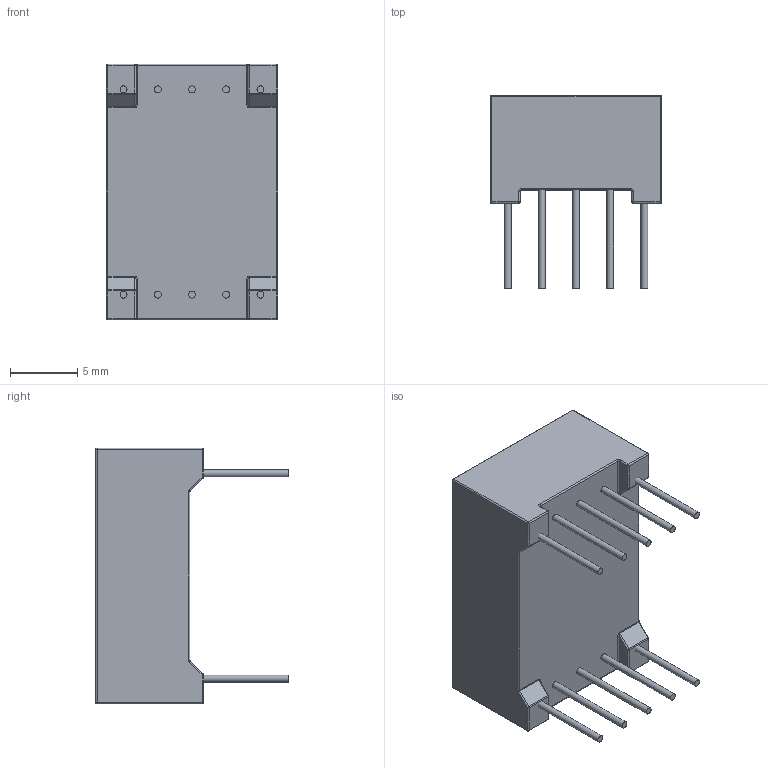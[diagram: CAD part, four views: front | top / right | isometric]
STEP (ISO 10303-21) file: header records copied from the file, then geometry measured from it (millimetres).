
FILE_DESCRIPTION(/* description */ (''),/* implementation_level */ '2;1');
FILE_NAME(/* name */ 'SM820501G 7 Segment Display v11.step',/* time_stamp */ '2018-08-03T13:08:59+10:00',/* author */ (''),/* organization */ (''),/* preprocessor_version */ 'ST-DEVELOPER v17',/* originating_system */ 'Autodesk Translation Framework v7.1.0.215',/* authorisation */ '');
FILE_SCHEMA (('AUTOMOTIVE_DESIGN { 1 0 10303 214 3 1 1 }'));
Length unit declared in the file: millimetre
Products named in the file (1): SM820501G 7 Segment Display
Bounding box: 12.7 x 14.3 x 19 mm (x, y, z)
Volume: 1727.4 mm3; surface area: 1252.9 mm2
Topology: 19 solids, 19 shells, 238 faces, 492 edges, 300 vertices
Faces by surface type: plane 146, cylinder 60, sphere 20, torus 8, bspline 4
Full cylindrical faces by diameter (mm): 0.51 x10, 1.5 x2
Entity records: 6312 total; most frequent: CARTESIAN_POINT 1127, DIRECTION 1094, ORIENTED_EDGE 984, EDGE_CURVE 492, AXIS2_PLACEMENT_3D 367, LINE 360, VECTOR 360, VERTEX_POINT 300
